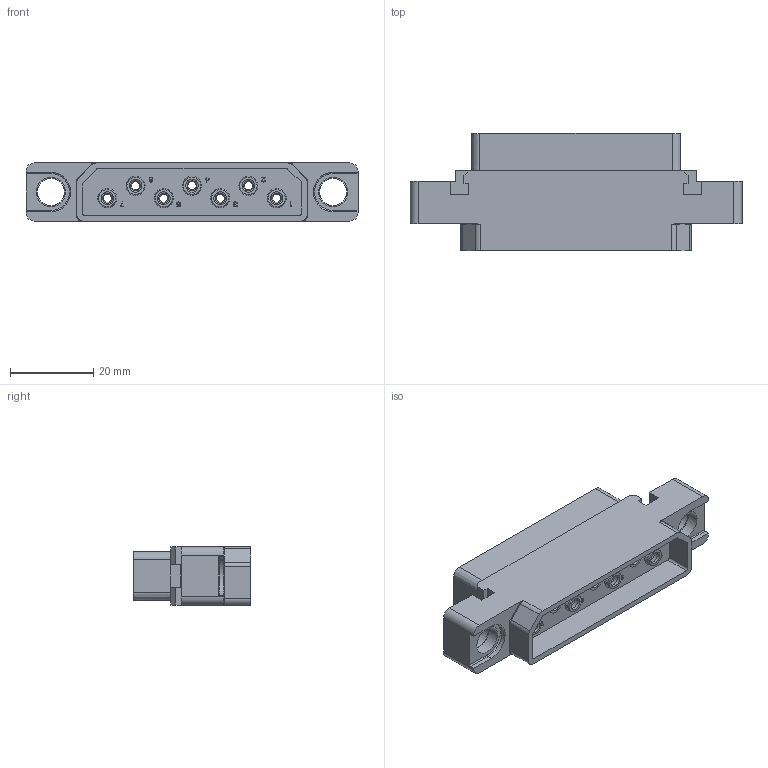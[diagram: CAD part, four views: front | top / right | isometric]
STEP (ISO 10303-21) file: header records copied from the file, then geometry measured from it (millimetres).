
FILE_DESCRIPTION((''),'2;1');
FILE_NAME('1900ND06P1X00C','2019-10-28T',('presta_be4'),(''),'CREO PARAMETRIC BY PTC INC, 2018360','CREO PARAMETRIC BY PTC INC, 2018360','');
FILE_SCHEMA(('CONFIG_CONTROL_DESIGN'));
Length unit declared in the file: millimetre
Products named in the file (1): 1900ND06P1X00C
Bounding box: 80 x 28.35 x 14 mm (x, y, z)
Volume: 14327.3 mm3; surface area: 11790.1 mm2
Topology: 1 solids, 1 shells, 1373 faces, 3548 edges, 2250 vertices
Faces by surface type: plane 861, cylinder 240, torus 148, cone 116, bspline 4, extrusion 4
Entity records: 41753 total; most frequent: CARTESIAN_POINT 7615, ORIENTED_EDGE 7096, DIRECTION 7052, EDGE_CURVE 3548, VECTOR 2708, LINE 2704, VERTEX_POINT 2250, AXIS2_PLACEMENT_3D 2172
